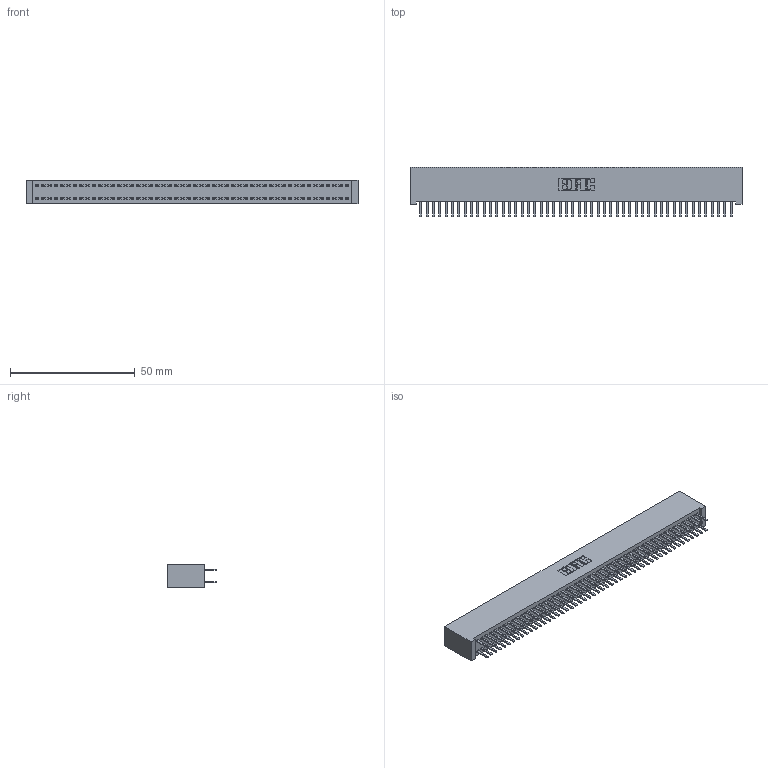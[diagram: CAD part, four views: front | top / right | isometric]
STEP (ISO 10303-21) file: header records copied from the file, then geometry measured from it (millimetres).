
FILE_DESCRIPTION (( 'STEP AP203' ), '1' );
FILE_NAME ('392-100-520-201.STEP', '2018-08-18T18:02:37', ( '' ), ( '' ), 'SwSTEP 2.0', 'SolidWorks 2016', '' );
FILE_SCHEMA (( 'CONFIG_CONTROL_DESIGN' ));
Length unit declared in the file: inch
Products named in the file (3): 342 Part_Lugless; 345-292-001_345-293-120; 392-100-520-201
Assembly tree (101 placements, depth 2):
  392-100-520-201
    342 Part_Lugless
    345-292-001_345-293-120  x100
Bounding box: 133.25 x 20.02 x 9.4 mm (x, y, z)
Volume: 12405.8 mm3; surface area: 20733.1 mm2
Topology: 101 solids, 101 shells, 5702 faces, 16575 edges, 10782 vertices
Faces by surface type: plane 3862, cylinder 1840
Entity records: 30837 total; most frequent: CARTESIAN_POINT 5110, ORIENTED_EDGE 5034, DIRECTION 4333, EDGE_CURVE 2517, VECTOR 2393, LINE 2393, VERTEX_POINT 1674, AXIS2_PLACEMENT_3D 970
